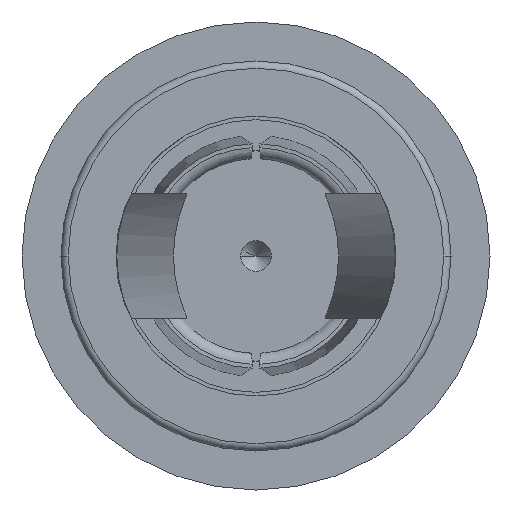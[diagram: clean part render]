
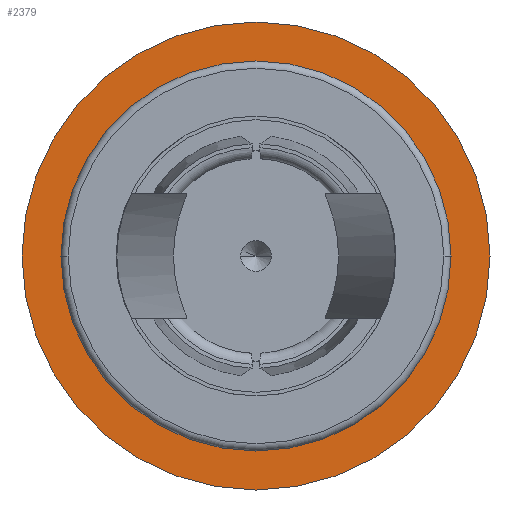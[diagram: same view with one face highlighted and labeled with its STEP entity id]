
A CAD part, left-side view. The second image highlights one B-rep face of the part: STEP entity #2379.
In plain terms, the highlighted planar face has unit normal (-1, 0, 0).
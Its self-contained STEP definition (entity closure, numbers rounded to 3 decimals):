
#75=CARTESIAN_POINT('',(4.996,0.,0.));
#76=DIRECTION('',(1.,0.,0.));
#77=DIRECTION('',(0.,1.,0.));
#78=AXIS2_PLACEMENT_3D('',#75,#76,#77);
#80=CARTESIAN_POINT('',(4.996,0.,0.));
#81=DIRECTION('',(-1.,0.,0.));
#82=DIRECTION('',(0.,1.,0.));
#83=AXIS2_PLACEMENT_3D('',#80,#81,#82);
#93=CARTESIAN_POINT('',(4.996,0.,0.));
#94=DIRECTION('',(-1.,0.,0.));
#95=DIRECTION('',(0.,1.,0.));
#96=AXIS2_PLACEMENT_3D('',#93,#94,#95);
#98=CARTESIAN_POINT('',(4.996,0.,0.));
#99=DIRECTION('',(1.,0.,0.));
#100=DIRECTION('',(0.,1.,0.));
#101=AXIS2_PLACEMENT_3D('',#98,#99,#100);
#1961=CARTESIAN_POINT('',(4.996,3.004,0.));
#1963=VERTEX_POINT('',#1961);
#1973=CARTESIAN_POINT('',(4.996,-3.004,0.));
#1975=VERTEX_POINT('',#1973);
#1976=CARTESIAN_POINT('',(4.996,2.504,0.));
#1977=CARTESIAN_POINT('',(4.996,-2.504,0.));
#1978=VERTEX_POINT('',#1976);
#1979=VERTEX_POINT('',#1977);
#2364=CARTESIAN_POINT('',(4.996,0.,0.));
#2365=DIRECTION('',(1.,0.,0.));
#2366=DIRECTION('',(0.,-1.,0.));
#2367=AXIS2_PLACEMENT_3D('',#2364,#2365,#2366);
#2368=PLANE('',#2367);
#2369=ORIENTED_EDGE('',*,*,#2359,.T.);
#2370=ORIENTED_EDGE('',*,*,#2343,.F.);
#2371=EDGE_LOOP('',(#2369,#2370));
#2372=FACE_OUTER_BOUND('',#2371,.F.);
#2374=ORIENTED_EDGE('',*,*,#2373,.T.);
#2376=ORIENTED_EDGE('',*,*,#2375,.F.);
#2377=EDGE_LOOP('',(#2374,#2376));
#2378=FACE_BOUND('',#2377,.F.);
#2379=ADVANCED_FACE('',(#2372,#2378),#2368,.F.);
#79=CIRCLE('',#78,3.004);
#84=CIRCLE('',#83,3.004);
#97=CIRCLE('',#96,2.504);
#102=CIRCLE('',#101,2.504);
#2343=EDGE_CURVE('',#1963,#1975,#84,.T.);
#2359=EDGE_CURVE('',#1963,#1975,#79,.T.);
#2373=EDGE_CURVE('',#1978,#1979,#97,.T.);
#2375=EDGE_CURVE('',#1978,#1979,#102,.T.);
